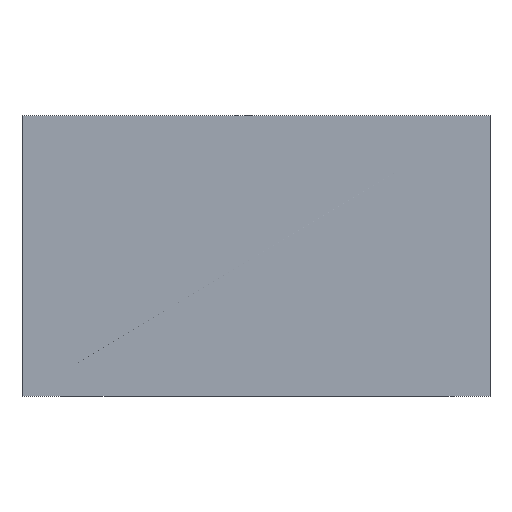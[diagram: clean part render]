
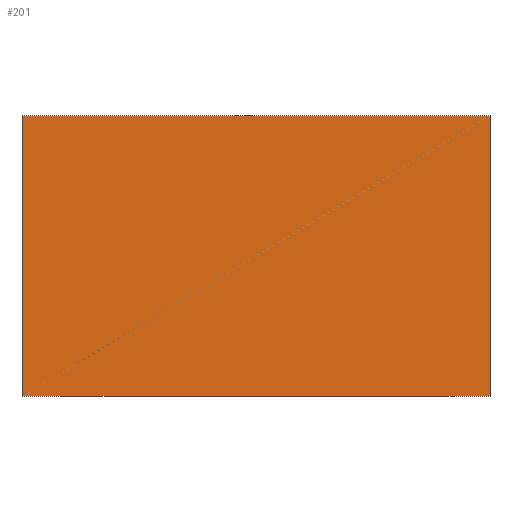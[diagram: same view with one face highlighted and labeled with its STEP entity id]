
A CAD part, front view. The second image highlights one B-rep face of the part: STEP entity #201.
In plain terms, the highlighted planar face has unit normal (0, -1, 0).
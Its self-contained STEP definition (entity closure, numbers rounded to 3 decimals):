
#23=PLANE('',#243);
#35=FACE_OUTER_BOUND('',#49,.T.);
#49=EDGE_LOOP('',(#175,#176,#177,#178));
#56=LINE('',#325,#72);
#63=LINE('',#354,#79);
#64=LINE('',#357,#80);
#65=LINE('',#358,#81);
#72=VECTOR('',#262,10.);
#79=VECTOR('',#295,10.);
#80=VECTOR('',#298,10.);
#81=VECTOR('',#299,10.);
#100=VERTEX_POINT('',#322);
#101=VERTEX_POINT('',#324);
#110=VERTEX_POINT('',#352);
#111=VERTEX_POINT('',#356);
#119=EDGE_CURVE('',#100,#101,#56,.T.);
#133=EDGE_CURVE('',#100,#110,#63,.T.);
#134=EDGE_CURVE('',#111,#110,#64,.T.);
#135=EDGE_CURVE('',#101,#111,#65,.T.);
#175=ORIENTED_EDGE('',*,*,#119,.F.);
#176=ORIENTED_EDGE('',*,*,#133,.T.);
#177=ORIENTED_EDGE('',*,*,#134,.F.);
#178=ORIENTED_EDGE('',*,*,#135,.F.);
#201=ADVANCED_FACE('',(#35),#23,.T.);
#243=AXIS2_PLACEMENT_3D('',#355,#296,#297);
#262=DIRECTION('',(-1.,0.,0.));
#295=DIRECTION('',(0.,0.,1.));
#296=DIRECTION('center_axis',(0.,-1.,0.));
#297=DIRECTION('ref_axis',(1.,0.,0.));
#298=DIRECTION('',(1.,0.,0.));
#299=DIRECTION('',(0.,0.,1.));
#322=CARTESIAN_POINT('',(12.5,-25.,0.));
#324=CARTESIAN_POINT('',(-12.5,-25.,0.));
#325=CARTESIAN_POINT('',(12.5,-25.,0.));
#352=CARTESIAN_POINT('',(12.5,-25.,15.));
#354=CARTESIAN_POINT('',(12.5,-25.,0.));
#355=CARTESIAN_POINT('Origin',(-12.5,-25.,0.));
#356=CARTESIAN_POINT('',(-12.5,-25.,15.));
#357=CARTESIAN_POINT('',(12.5,-25.,15.));
#358=CARTESIAN_POINT('',(-12.5,-25.,0.));
